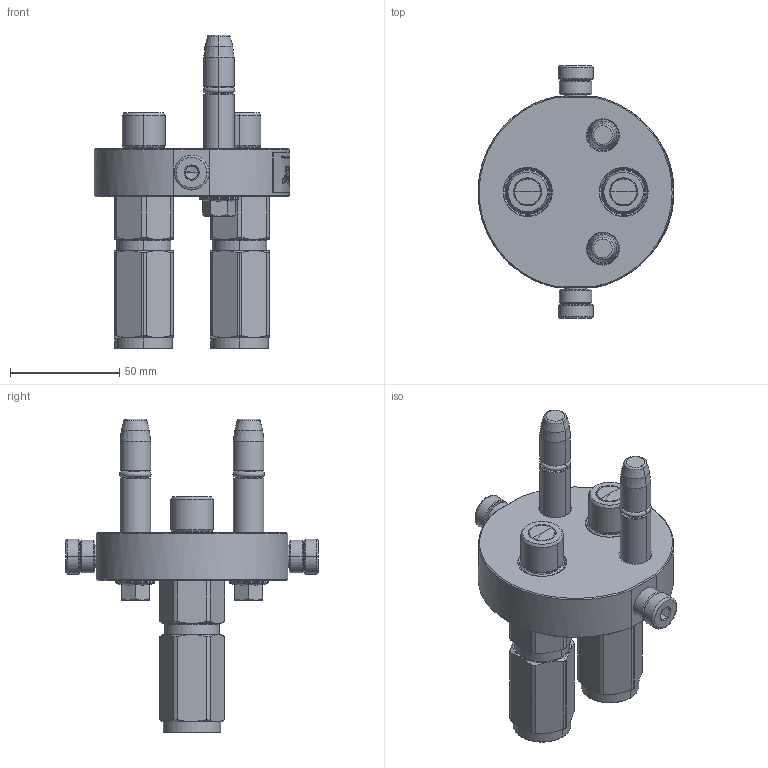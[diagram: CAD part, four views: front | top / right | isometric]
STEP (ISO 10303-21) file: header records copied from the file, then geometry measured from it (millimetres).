
FILE_DESCRIPTION (( 'STEP AP214' ), '1' );
FILE_NAME ('FASTER.step', '2023-12-05T12:44:25', ( '' ), ( '' ), 'SwSTEP 2.0', 'SolidWorks 2017', '' );
FILE_SCHEMA (( 'AUTOMOTIVE_DESIGN' ));
Length unit declared in the file: millimetre
Products named in the file (11): 1540_080_0008_000; 4830_013_3000_020; FASTER; 3ffnp38-12g_m; P206_M_BASE; 4830_021_0000_000; 4820_010_0000_000; or2_62x9_19_m; et002_tonda; 4830_028_1000_002
Assembly tree (16 placements, depth 3):
  FASTER
    P206_M_BASE
      4820_010_0000_000
      4830_021_0000_000  x2
      1540_080_0008_000  x2
      4830_013_3000_020  x2
      4830_028_1000_002  x2
      or2_62x9_19_m  x2
    3ffnp38-12g_m  x2
      3ffnp38-12g_m
    et002_tonda
Bounding box: 89.77 x 116 x 143.8 mm (x, y, z)
Volume: 1875.4 mm3; surface area: 69277 mm2
Topology: 5 solids, 38 shells, 1488 faces, 4102 edges, 2690 vertices
Faces by surface type: plane 612, bspline 293, cylinder 273, cone 232, torus 78
Entity records: 46232 total; most frequent: CARTESIAN_POINT 16141, ORIENTED_EDGE 6218, DIRECTION 4682, EDGE_CURVE 3217, VERTEX_POINT 2119, LINE 1786, VECTOR 1786, AXIS2_PLACEMENT_3D 1448
